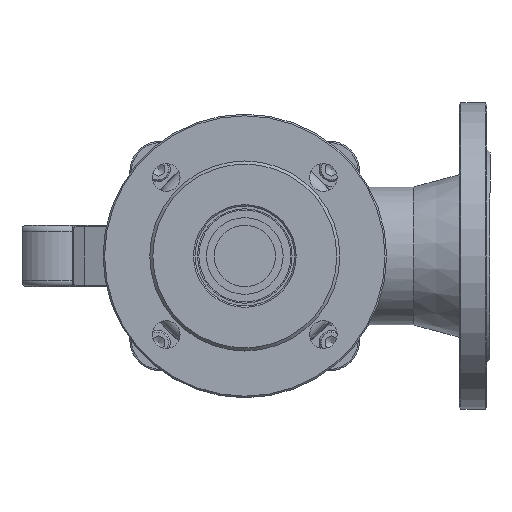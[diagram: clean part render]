
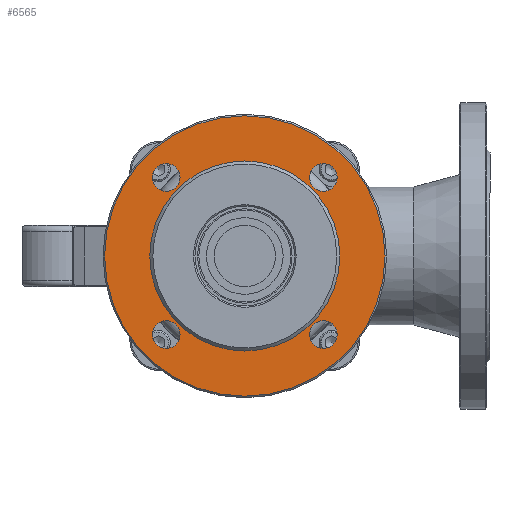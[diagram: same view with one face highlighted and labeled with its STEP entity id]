
A CAD part, front view. The second image highlights one B-rep face of the part: STEP entity #6565.
In plain terms, the highlighted planar face has unit normal (0, -1, 0).
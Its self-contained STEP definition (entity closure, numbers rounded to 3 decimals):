
#261=PLANE('',#7281);
#414=FACE_BOUND('',#2072,.T.);
#415=FACE_BOUND('',#2073,.T.);
#416=FACE_BOUND('',#2074,.T.);
#417=FACE_BOUND('',#2075,.T.);
#418=FACE_BOUND('',#2076,.T.);
#1630=FACE_OUTER_BOUND('',#2071,.T.);
#2071=EDGE_LOOP('',(#4923));
#2072=EDGE_LOOP('',(#4924));
#2073=EDGE_LOOP('',(#4925));
#2074=EDGE_LOOP('',(#4926));
#2075=EDGE_LOOP('',(#4927));
#2076=EDGE_LOOP('',(#4928));
#2485=CIRCLE('',#7279,62.);
#2487=CIRCLE('',#7282,91.5);
#2488=CIRCLE('',#7283,9.);
#2489=CIRCLE('',#7284,9.);
#2490=CIRCLE('',#7285,9.);
#2491=CIRCLE('',#7286,9.);
#2982=VERTEX_POINT('',#11622);
#2984=VERTEX_POINT('',#11628);
#2985=VERTEX_POINT('',#11630);
#2986=VERTEX_POINT('',#11632);
#2987=VERTEX_POINT('',#11634);
#2988=VERTEX_POINT('',#11636);
#3678=EDGE_CURVE('',#2982,#2982,#2485,.T.);
#3681=EDGE_CURVE('',#2984,#2984,#2487,.T.);
#3682=EDGE_CURVE('',#2985,#2985,#2488,.T.);
#3683=EDGE_CURVE('',#2986,#2986,#2489,.T.);
#3684=EDGE_CURVE('',#2987,#2987,#2490,.T.);
#3685=EDGE_CURVE('',#2988,#2988,#2491,.T.);
#4923=ORIENTED_EDGE('',*,*,#3681,.F.);
#4924=ORIENTED_EDGE('',*,*,#3682,.F.);
#4925=ORIENTED_EDGE('',*,*,#3683,.F.);
#4926=ORIENTED_EDGE('',*,*,#3684,.F.);
#4927=ORIENTED_EDGE('',*,*,#3685,.F.);
#4928=ORIENTED_EDGE('',*,*,#3678,.F.);
#6565=ADVANCED_FACE('',(#1630,#414,#415,#416,#417,#418),#261,.F.);
#7279=AXIS2_PLACEMENT_3D('',#11623,#8434,#8435);
#7281=AXIS2_PLACEMENT_3D('',#11627,#8439,#8440);
#7282=AXIS2_PLACEMENT_3D('',#11629,#8441,#8442);
#7283=AXIS2_PLACEMENT_3D('',#11631,#8443,#8444);
#7284=AXIS2_PLACEMENT_3D('',#11633,#8445,#8446);
#7285=AXIS2_PLACEMENT_3D('',#11635,#8447,#8448);
#7286=AXIS2_PLACEMENT_3D('',#11637,#8449,#8450);
#8434=DIRECTION('center_axis',(0.,-1.,0.));
#8435=DIRECTION('ref_axis',(1.,0.,0.));
#8439=DIRECTION('center_axis',(0.,1.,0.));
#8440=DIRECTION('ref_axis',(0.,0.,1.));
#8441=DIRECTION('center_axis',(0.,1.,0.));
#8442=DIRECTION('ref_axis',(-1.,0.,0.));
#8443=DIRECTION('center_axis',(0.,-1.,0.));
#8444=DIRECTION('ref_axis',(-1.,0.,0.));
#8445=DIRECTION('center_axis',(0.,-1.,0.));
#8446=DIRECTION('ref_axis',(-1.,0.,0.));
#8447=DIRECTION('center_axis',(0.,-1.,0.));
#8448=DIRECTION('ref_axis',(-1.,0.,0.));
#8449=DIRECTION('center_axis',(0.,-1.,0.));
#8450=DIRECTION('ref_axis',(-1.,0.,0.));
#11622=CARTESIAN_POINT('',(-62.,2.,0.));
#11623=CARTESIAN_POINT('Origin',(0.,2.,0.));
#11627=CARTESIAN_POINT('Origin',(0.,2.,0.));
#11628=CARTESIAN_POINT('',(91.5,2.,0.));
#11629=CARTESIAN_POINT('Origin',(0.,2.,0.));
#11630=CARTESIAN_POINT('',(60.265,2.,51.265));
#11631=CARTESIAN_POINT('Origin',(51.265,2.,51.265));
#11632=CARTESIAN_POINT('',(60.265,2.,-51.265));
#11633=CARTESIAN_POINT('Origin',(51.265,2.,-51.265));
#11634=CARTESIAN_POINT('',(-42.265,2.,-51.265));
#11635=CARTESIAN_POINT('Origin',(-51.265,2.,-51.265));
#11636=CARTESIAN_POINT('',(-42.265,2.,51.265));
#11637=CARTESIAN_POINT('Origin',(-51.265,2.,51.265));
